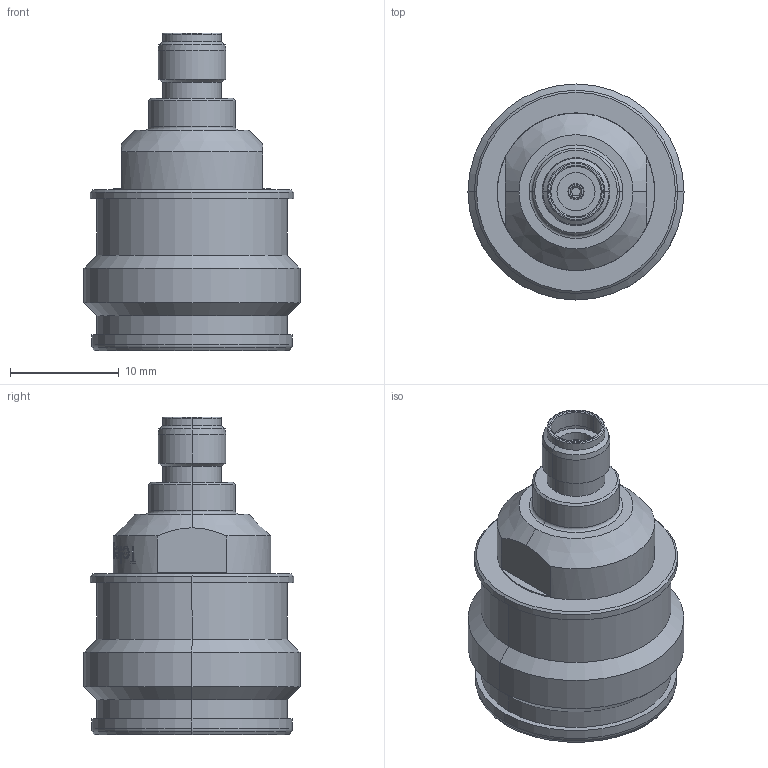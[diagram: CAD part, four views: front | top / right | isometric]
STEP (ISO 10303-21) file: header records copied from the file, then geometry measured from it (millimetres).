
FILE_DESCRIPTION (( 'STEP AP214' ), '1' );
FILE_NAME ('J01443A0012.STEP', '2019-11-28T12:30:01', ( '' ), ( '' ), 'SwSTEP 2.0', 'SolidWorks 2018', '' );
FILE_SCHEMA (( 'AUTOMOTIVE_DESIGN' ));
Length unit declared in the file: millimetre
Products named in the file (1): J01443A0012
Bounding box: 19.88 x 19.88 x 29.23 mm (x, y, z)
Volume: 3913.7 mm3; surface area: 2527.1 mm2
Topology: 1 solids, 1 shells, 416 faces, 1051 edges, 682 vertices
Faces by surface type: plane 127, cylinder 88, bspline 83, cone 60, torus 58
Entity records: 23628 total; most frequent: CARTESIAN_POINT 9902, ORIENTED_EDGE 2102, DIRECTION 1592, EDGE_CURVE 1051, VERTEX_POINT 682, AXIS2_PLACEMENT_3D 640, EDGE_LOOP 461, UNCERTAINTY_MEASURE_WITH_UNIT 417
